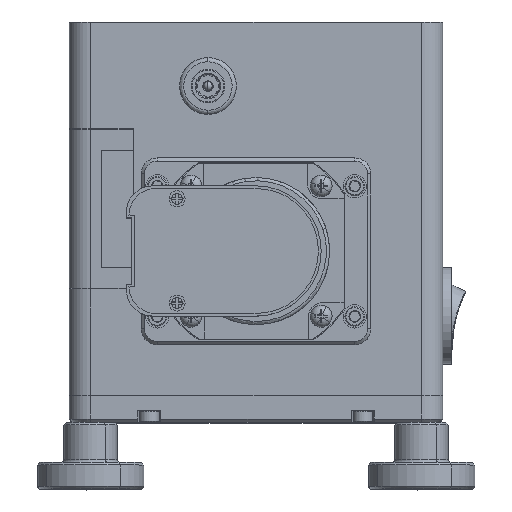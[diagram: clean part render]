
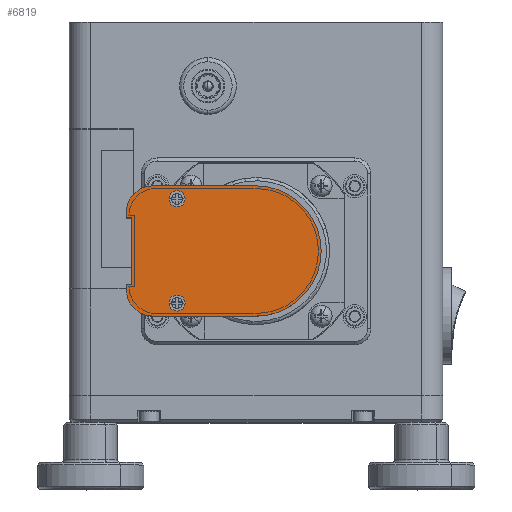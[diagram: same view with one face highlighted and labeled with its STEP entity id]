
A CAD part, top view. The second image highlights one B-rep face of the part: STEP entity #6819.
In plain terms, the highlighted planar face has unit normal (0, 0, 1).
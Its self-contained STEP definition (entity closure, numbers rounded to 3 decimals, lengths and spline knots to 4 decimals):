
#159 = CARTESIAN_POINT ( 'NONE',  ( -0.74, 1.1137, 3.6497 ) ) ;
#517 = DIRECTION ( 'NONE',  ( 0., -1., 0. ) ) ;
#1168 = CIRCLE ( 'NONE', #22128, 0.075 ) ;
#2803 = VERTEX_POINT ( 'NONE', #49481 ) ;
#2902 = AXIS2_PLACEMENT_3D ( 'NONE', #88270, #87781, #41882 ) ;
#3993 = VERTEX_POINT ( 'NONE', #77289 ) ;
#4789 = CIRCLE ( 'NONE', #49961, 0.25 ) ;
#5067 = EDGE_CURVE ( 'NONE', #19862, #75350, #67395, .T. ) ;
#6385 = CARTESIAN_POINT ( 'NONE',  ( -1.215, 1.2917, 3.6497 ) ) ;
#6397 = VERTEX_POINT ( 'NONE', #57750 ) ;
#6566 = ORIENTED_EDGE ( 'NONE', *, *, #49974, .F. ) ;
#6819 = ADVANCED_FACE ( 'NONE', ( #18650, #92477, #16790 ), #41381, .T. ) ;
#7267 = EDGE_CURVE ( 'NONE', #95819, #19862, #56453, .T. ) ;
#8281 = ORIENTED_EDGE ( 'NONE', *, *, #7267, .T. ) ;
#8468 = EDGE_CURVE ( 'NONE', #14489, #95819, #77775, .T. ) ;
#8563 = DIRECTION ( 'NONE',  ( -1., 0., 0. ) ) ;
#9435 = ORIENTED_EDGE ( 'NONE', *, *, #66631, .T. ) ;
#12004 = ORIENTED_EDGE ( 'NONE', *, *, #64295, .F. ) ;
#12985 = CARTESIAN_POINT ( 'NONE',  ( 0., 2.2117, 3.6497 ) ) ;
#13418 = ORIENTED_EDGE ( 'NONE', *, *, #85300, .T. ) ;
#13496 = VERTEX_POINT ( 'NONE', #73724 ) ;
#14489 = VERTEX_POINT ( 'NONE', #91425 ) ;
#15233 = EDGE_CURVE ( 'NONE', #75350, #53889, #29166, .T. ) ;
#15562 = CARTESIAN_POINT ( 'NONE',  ( 0., 1.6017, 3.6497 ) ) ;
#16474 = EDGE_LOOP ( 'NONE', ( #74633, #16969, #73026, #69422, #8281, #61800, #77227, #89962, #9435, #13418 ) ) ;
#16790 = FACE_OUTER_BOUND ( 'NONE', #16474, .T. ) ;
#16969 = ORIENTED_EDGE ( 'NONE', *, *, #90598, .T. ) ;
#18342 = VERTEX_POINT ( 'NONE', #90565 ) ;
#18534 = DIRECTION ( 'NONE',  ( 1., 0., 0. ) ) ;
#18650 = FACE_BOUND ( 'NONE', #25274, .T. ) ;
#19120 = CARTESIAN_POINT ( 'NONE',  ( -1.215, 1.2917, 3.6497 ) ) ;
#19862 = VERTEX_POINT ( 'NONE', #66698 ) ;
#20249 = EDGE_CURVE ( 'NONE', #53889, #18342, #26195, .T. ) ;
#21295 = ORIENTED_EDGE ( 'NONE', *, *, #47755, .F. ) ;
#21434 = CARTESIAN_POINT ( 'NONE',  ( -0.74, 2.0897, 3.6497 ) ) ;
#22128 = AXIS2_PLACEMENT_3D ( 'NONE', #97757, #90706, #44796 ) ;
#23244 = AXIS2_PLACEMENT_3D ( 'NONE', #159, #83978, #47162 ) ;
#25274 = EDGE_LOOP ( 'NONE', ( #21295, #65823 ) ) ;
#26195 = LINE ( 'NONE', #19120, #75345 ) ;
#26618 = CARTESIAN_POINT ( 'NONE',  ( -0.965, 1.9617, 3.6497 ) ) ;
#27609 = EDGE_CURVE ( 'NONE', #6397, #14489, #68143, .T. ) ;
#29166 = LINE ( 'NONE', #52895, #88909 ) ;
#33970 = CIRCLE ( 'NONE', #40379, 0.61 ) ;
#34785 = DIRECTION ( 'NONE',  ( 0., -1., 0. ) ) ;
#36817 = DIRECTION ( 'NONE',  ( 0., 0., 1. ) ) ;
#36912 = VECTOR ( 'NONE', #69618, 39.3701 ) ;
#38819 = CARTESIAN_POINT ( 'NONE',  ( -0.965, 0.9917, 3.6497 ) ) ;
#40379 = AXIS2_PLACEMENT_3D ( 'NONE', #15562, #36817, #69616 ) ;
#41381 = PLANE ( 'NONE',  #2902 ) ;
#41882 = DIRECTION ( 'NONE',  ( -1., 0., 0. ) ) ;
#41962 = CARTESIAN_POINT ( 'NONE',  ( -1.165, 1.2917, 3.6497 ) ) ;
#44796 = DIRECTION ( 'NONE',  ( -1., 0., 0. ) ) ;
#47062 = DIRECTION ( 'NONE',  ( 0., -1., 0. ) ) ;
#47162 = DIRECTION ( 'NONE',  ( -1., 0., 0. ) ) ;
#47755 = EDGE_CURVE ( 'NONE', #3993, #2803, #90919, .T. ) ;
#48496 = CARTESIAN_POINT ( 'NONE',  ( -1.215, 1.9617, 3.6497 ) ) ;
#49481 = CARTESIAN_POINT ( 'NONE',  ( -0.815, 1.1137, 3.6497 ) ) ;
#49961 = AXIS2_PLACEMENT_3D ( 'NONE', #96404, #51567, #66199 ) ;
#49974 = EDGE_CURVE ( 'NONE', #13496, #57880, #81446, .T. ) ;
#50022 = VECTOR ( 'NONE', #517, 39.3701 ) ;
#51567 = DIRECTION ( 'NONE',  ( 0., 0., 1. ) ) ;
#52895 = CARTESIAN_POINT ( 'NONE',  ( -1.165, 1.2917, 3.6497 ) ) ;
#53780 = VERTEX_POINT ( 'NONE', #12985 ) ;
#53889 = VERTEX_POINT ( 'NONE', #6385 ) ;
#54438 = AXIS2_PLACEMENT_3D ( 'NONE', #21434, #84495, #61310 ) ;
#56453 = LINE ( 'NONE', #87668, #90021 ) ;
#57013 = DIRECTION ( 'NONE',  ( 0., 0., 1. ) ) ;
#57750 = CARTESIAN_POINT ( 'NONE',  ( -0.965, 2.2117, 3.6497 ) ) ;
#57880 = VERTEX_POINT ( 'NONE', #64726 ) ;
#58469 = DIRECTION ( 'NONE',  ( 0., -1., 0. ) ) ;
#58599 = AXIS2_PLACEMENT_3D ( 'NONE', #26618, #72561, #58469 ) ;
#59013 = VERTEX_POINT ( 'NONE', #72168 ) ;
#59943 = CARTESIAN_POINT ( 'NONE',  ( -1.215, 1.9117, 3.6497 ) ) ;
#60672 = VECTOR ( 'NONE', #47062, 39.3701 ) ;
#61310 = DIRECTION ( 'NONE',  ( -1., 0., 0. ) ) ;
#61800 = ORIENTED_EDGE ( 'NONE', *, *, #5067, .T. ) ;
#64295 = EDGE_CURVE ( 'NONE', #57880, #13496, #81768, .T. ) ;
#64726 = CARTESIAN_POINT ( 'NONE',  ( -0.665, 2.0897, 3.6497 ) ) ;
#65269 = CARTESIAN_POINT ( 'NONE',  ( 0., 0.9917, 3.6497 ) ) ;
#65823 = ORIENTED_EDGE ( 'NONE', *, *, #75798, .F. ) ;
#66199 = DIRECTION ( 'NONE',  ( 0., -1., 0. ) ) ;
#66631 = EDGE_CURVE ( 'NONE', #18342, #59013, #4789, .T. ) ;
#66698 = CARTESIAN_POINT ( 'NONE',  ( -1.165, 1.9117, 3.6497 ) ) ;
#67265 = EDGE_LOOP ( 'NONE', ( #12004, #6566 ) ) ;
#67395 = LINE ( 'NONE', #85365, #60672 ) ;
#68143 = CIRCLE ( 'NONE', #58599, 0.25 ) ;
#69422 = ORIENTED_EDGE ( 'NONE', *, *, #8468, .T. ) ;
#69616 = DIRECTION ( 'NONE',  ( 0., -1., 0. ) ) ;
#69618 = DIRECTION ( 'NONE',  ( 1., 0., 0. ) ) ;
#71493 = VECTOR ( 'NONE', #8563, 39.3701 ) ;
#72168 = CARTESIAN_POINT ( 'NONE',  ( -0.965, 0.9917, 3.6497 ) ) ;
#72561 = DIRECTION ( 'NONE',  ( 0., 0., 1. ) ) ;
#73026 = ORIENTED_EDGE ( 'NONE', *, *, #27609, .T. ) ;
#73724 = CARTESIAN_POINT ( 'NONE',  ( -0.815, 2.0897, 3.6497 ) ) ;
#74633 = ORIENTED_EDGE ( 'NONE', *, *, #96571, .T. ) ;
#75345 = VECTOR ( 'NONE', #34785, 39.3701 ) ;
#75350 = VERTEX_POINT ( 'NONE', #41962 ) ;
#75798 = EDGE_CURVE ( 'NONE', #2803, #3993, #1168, .T. ) ;
#77227 = ORIENTED_EDGE ( 'NONE', *, *, #15233, .T. ) ;
#77289 = CARTESIAN_POINT ( 'NONE',  ( -0.665, 1.1137, 3.6497 ) ) ;
#77741 = CARTESIAN_POINT ( 'NONE',  ( 0., 2.2117, 3.6497 ) ) ;
#77775 = LINE ( 'NONE', #48496, #50022 ) ;
#79650 = LINE ( 'NONE', #38819, #36912 ) ;
#81446 = CIRCLE ( 'NONE', #84609, 0.075 ) ;
#81768 = CIRCLE ( 'NONE', #54438, 0.075 ) ;
#83978 = DIRECTION ( 'NONE',  ( 0., 0., 1. ) ) ;
#84495 = DIRECTION ( 'NONE',  ( 0., 0., 1. ) ) ;
#84530 = VERTEX_POINT ( 'NONE', #65269 ) ;
#84609 = AXIS2_PLACEMENT_3D ( 'NONE', #86729, #57013, #87231 ) ;
#85284 = LINE ( 'NONE', #77741, #71493 ) ;
#85300 = EDGE_CURVE ( 'NONE', #59013, #84530, #79650, .T. ) ;
#85365 = CARTESIAN_POINT ( 'NONE',  ( -1.165, 1.9117, 3.6497 ) ) ;
#86729 = CARTESIAN_POINT ( 'NONE',  ( -0.74, 2.0897, 3.6497 ) ) ;
#87231 = DIRECTION ( 'NONE',  ( -1., 0., 0. ) ) ;
#87668 = CARTESIAN_POINT ( 'NONE',  ( -1.215, 1.9117, 3.6497 ) ) ;
#87781 = DIRECTION ( 'NONE',  ( 0., 0., 1. ) ) ;
#88270 = CARTESIAN_POINT ( 'NONE',  ( 0., 1.6017, 3.6497 ) ) ;
#88909 = VECTOR ( 'NONE', #92200, 39.3701 ) ;
#89962 = ORIENTED_EDGE ( 'NONE', *, *, #20249, .T. ) ;
#90021 = VECTOR ( 'NONE', #18534, 39.3701 ) ;
#90565 = CARTESIAN_POINT ( 'NONE',  ( -1.215, 1.2417, 3.6497 ) ) ;
#90598 = EDGE_CURVE ( 'NONE', #53780, #6397, #85284, .T. ) ;
#90706 = DIRECTION ( 'NONE',  ( 0., 0., 1. ) ) ;
#90919 = CIRCLE ( 'NONE', #23244, 0.075 ) ;
#91425 = CARTESIAN_POINT ( 'NONE',  ( -1.215, 1.9617, 3.6497 ) ) ;
#92200 = DIRECTION ( 'NONE',  ( -1., 0., 0. ) ) ;
#92477 = FACE_BOUND ( 'NONE', #67265, .T. ) ;
#95819 = VERTEX_POINT ( 'NONE', #59943 ) ;
#96404 = CARTESIAN_POINT ( 'NONE',  ( -0.965, 1.2417, 3.6497 ) ) ;
#96571 = EDGE_CURVE ( 'NONE', #84530, #53780, #33970, .T. ) ;
#97757 = CARTESIAN_POINT ( 'NONE',  ( -0.74, 1.1137, 3.6497 ) ) ;
